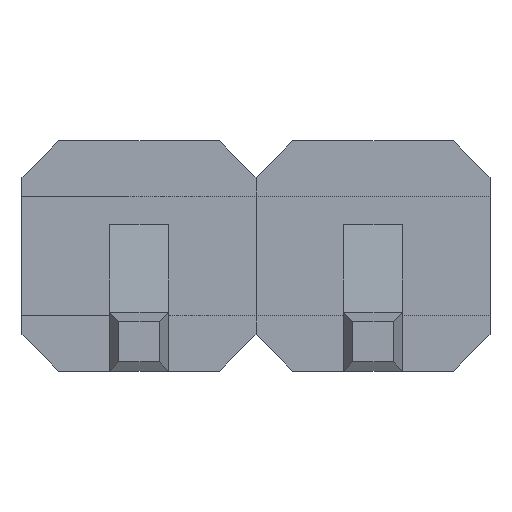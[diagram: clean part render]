
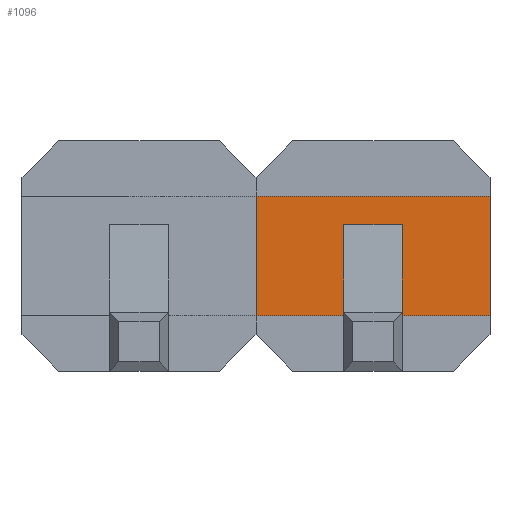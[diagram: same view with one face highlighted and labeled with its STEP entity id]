
A CAD part, left-side view. The second image highlights one B-rep face of the part: STEP entity #1096.
In plain terms, the highlighted planar face has unit normal (-1, 0, 0).
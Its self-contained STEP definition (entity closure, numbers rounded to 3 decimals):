
#48=FACE_OUTER_BOUND('',#112,.T.);
#112=EDGE_LOOP('',(#829,#830,#831,#832));
#207=LINE('',#1618,#359);
#215=LINE('',#1634,#367);
#221=LINE('',#1644,#373);
#222=LINE('',#1646,#374);
#359=VECTOR('',#1320,10.);
#367=VECTOR('',#1332,10.);
#373=VECTOR('',#1342,10.);
#374=VECTOR('',#1345,10.);
#491=VERTEX_POINT('',#1615);
#492=VERTEX_POINT('',#1617);
#497=VERTEX_POINT('',#1631);
#498=VERTEX_POINT('',#1633);
#607=EDGE_CURVE('',#491,#492,#207,.T.);
#615=EDGE_CURVE('',#497,#498,#215,.T.);
#621=EDGE_CURVE('',#492,#497,#221,.T.);
#622=EDGE_CURVE('',#491,#498,#222,.T.);
#829=ORIENTED_EDGE('',*,*,#615,.F.);
#830=ORIENTED_EDGE('',*,*,#621,.F.);
#831=ORIENTED_EDGE('',*,*,#607,.F.);
#832=ORIENTED_EDGE('',*,*,#622,.T.);
#1032=PLANE('',#1177);
#1096=ADVANCED_FACE('',(#48),#1032,.F.);
#1177=AXIS2_PLACEMENT_3D('',#1645,#1343,#1344);
#1320=DIRECTION('',(0.,0.,-1.));
#1332=DIRECTION('',(0.,0.,1.));
#1342=DIRECTION('',(0.,1.,0.));
#1343=DIRECTION('center_axis',(1.,0.,0.));
#1344=DIRECTION('ref_axis',(0.,0.,-1.));
#1345=DIRECTION('',(0.,1.,0.));
#1615=CARTESIAN_POINT('',(5.2,-1.27,1.9));
#1617=CARTESIAN_POINT('',(5.2,-1.27,0.6));
#1618=CARTESIAN_POINT('',(5.2,-1.27,1.575));
#1631=CARTESIAN_POINT('',(5.2,1.27,0.6));
#1633=CARTESIAN_POINT('',(5.2,1.27,1.9));
#1634=CARTESIAN_POINT('',(5.2,1.27,1.575));
#1644=CARTESIAN_POINT('',(5.2,-1.27,0.6));
#1645=CARTESIAN_POINT('Origin',(5.2,-1.27,1.9));
#1646=CARTESIAN_POINT('',(5.2,-1.27,1.9));
